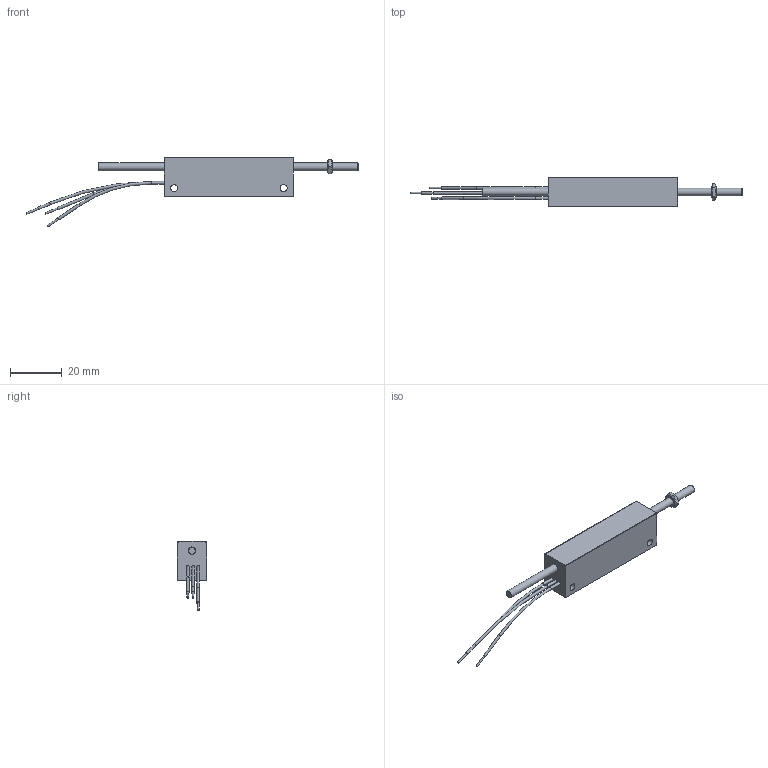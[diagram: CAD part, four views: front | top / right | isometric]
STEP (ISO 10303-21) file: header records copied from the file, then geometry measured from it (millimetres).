
FILE_DESCRIPTION((''),'2;1');
FILE_NAME('15-001f.stp','2011-01-06T09:19:13',('mk'),(''),'Autodesk Inventor 2010','Autodesk Inventor 2010','');
FILE_SCHEMA(('AUTOMOTIVE_DESIGN { 1 0 10303 214 1 1 1 1 }'));
Length unit declared in the file: millimetre
Products named in the file (1): 15-001F_3D_Konturvereinfachung_1
Bounding box: 128.61 x 11.4 x 26.97 mm (x, y, z)
Volume: 9033.4 mm3; surface area: 4216.5 mm2
Topology: 1 solids, 1 shells, 53 faces, 117 edges, 76 vertices
Faces by surface type: plane 28, cylinder 18, cone 4, torus 3
Full cylindrical faces by diameter (mm): 0.7 x3, 1 x6, 2.7 x2, 3 x3
Entity records: 1447 total; most frequent: CARTESIAN_POINT 242, DIRECTION 228, ORIENTED_EDGE 184, AXIS2_PLACEMENT_3D 94, EDGE_CURVE 92, EDGE_LOOP 92, VERTEX_POINT 72, STYLED_ITEM 54
